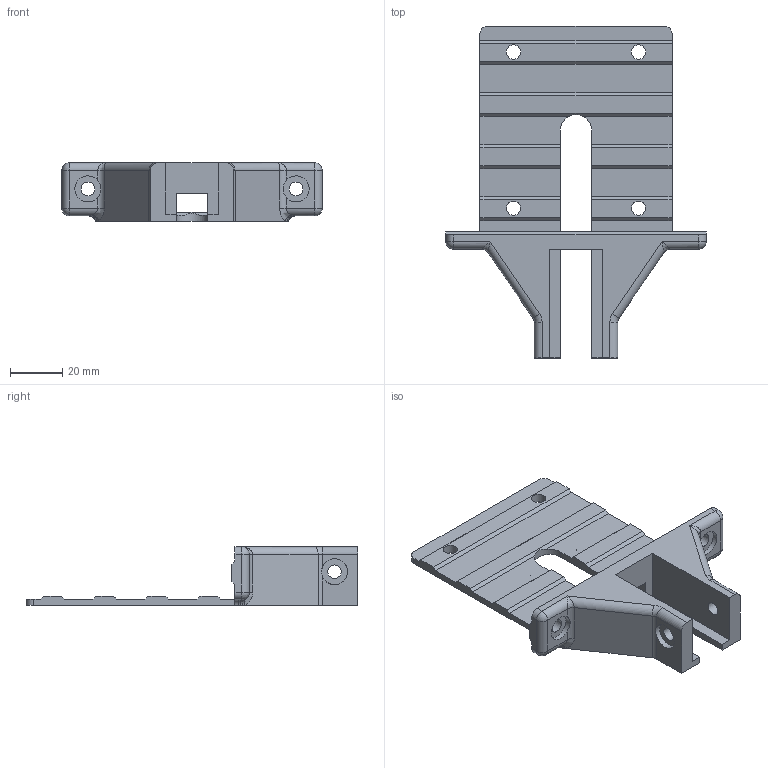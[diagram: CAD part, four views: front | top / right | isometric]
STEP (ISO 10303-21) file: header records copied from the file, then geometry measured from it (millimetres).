
FILE_DESCRIPTION(/* description */ (''),/* implementation_level */ '2;1');
FILE_NAME(/* name */ 'Step''s/1-Right Side support Bottom part 2 v7.step',/* time_stamp */ '2019-10-20T16:58:00-04:00',/* author */ (''),/* organization */ (''),/* preprocessor_version */ 'ST-DEVELOPER v18',/* originating_system */ 'Autodesk Translation Framework v8.6.0.1094',/* authorisation */ '');
FILE_SCHEMA (('AUTOMOTIVE_DESIGN { 1 0 10303 214 3 1 1 }'));
Length unit declared in the file: millimetre
Products named in the file (1): 1-Right Side support Bottom part 2
Bounding box: 100 x 127.5 x 22.6 mm (x, y, z)
Volume: 49169.8 mm3; surface area: 23585.9 mm2
Topology: 1 solids, 1 shells, 117 faces, 319 edges, 202 vertices
Faces by surface type: plane 64, cylinder 37, bspline 8, torus 4, sphere 4
Full cylindrical faces by diameter (mm): 5.2 x2, 5.25 x2, 5.5 x4, 8 x2, 10 x4
Entity records: 3936 total; most frequent: CARTESIAN_POINT 887, ORIENTED_EDGE 634, DIRECTION 617, EDGE_CURVE 317, LINE 211, VECTOR 211, AXIS2_PLACEMENT_3D 203, VERTEX_POINT 202
